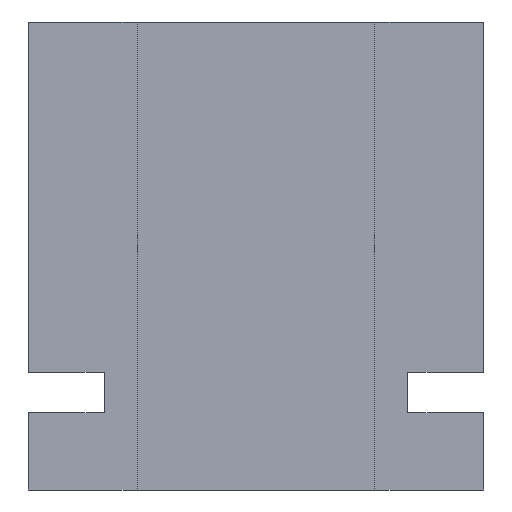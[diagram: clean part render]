
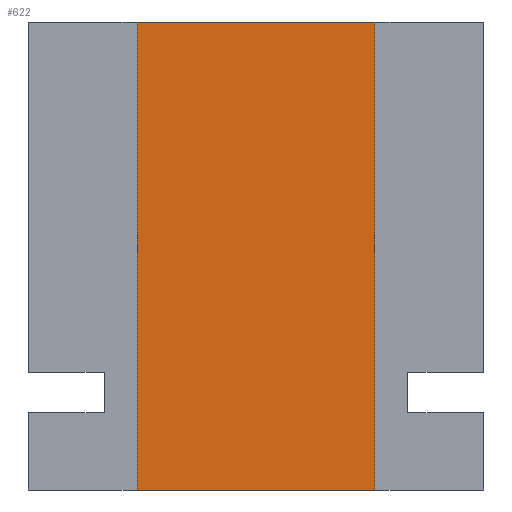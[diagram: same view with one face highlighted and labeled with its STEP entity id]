
A CAD part, front view. The second image highlights one B-rep face of the part: STEP entity #622.
In plain terms, the highlighted planar face has unit normal (0, -1, 0).
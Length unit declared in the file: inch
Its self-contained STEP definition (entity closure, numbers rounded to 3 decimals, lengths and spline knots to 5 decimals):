
#195 = VERTEX_POINT ( 'NONE', #701 ) ;
#214 = CARTESIAN_POINT ( 'NONE',  ( -0.094, 0.01592, 0.37 ) ) ;
#219 = VERTEX_POINT ( 'NONE', #214 ) ;
#228 = ORIENTED_EDGE ( 'NONE', *, *, #887, .F. ) ;
#229 = ORIENTED_EDGE ( 'NONE', *, *, #896, .F. ) ;
#230 = ORIENTED_EDGE ( 'NONE', *, *, #909, .T. ) ;
#231 = ORIENTED_EDGE ( 'NONE', *, *, #930, .T. ) ;
#255 = EDGE_LOOP ( 'NONE', ( #228, #229, #230, #231 ) ) ;
#284 = CARTESIAN_POINT ( 'NONE',  ( -0.094, 0.01592, 0.37 ) ) ;
#289 = DIRECTION ( 'NONE',  ( 1., 0., 0. ) ) ;
#291 = CARTESIAN_POINT ( 'NONE',  ( -0.094, 0.01592, 0. ) ) ;
#301 = CARTESIAN_POINT ( 'NONE',  ( -0.094, 0.01592, 0. ) ) ;
#303 = DIRECTION ( 'NONE',  ( 0., 0., 1. ) ) ;
#351 = PLANE ( 'NONE',  #1248 ) ;
#352 = CARTESIAN_POINT ( 'NONE',  ( -0.094, 0.01592, 0. ) ) ;
#353 = DIRECTION ( 'NONE',  ( 0., -1., 0. ) ) ;
#354 = DIRECTION ( 'NONE',  ( 0., 0., -1. ) ) ;
#388 = LINE ( 'NONE', #838, #391 ) ;
#391 = VECTOR ( 'NONE', #839, 39.37008 ) ;
#559 = VERTEX_POINT ( 'NONE', #870 ) ;
#560 = VERTEX_POINT ( 'NONE', #877 ) ;
#622 = ADVANCED_FACE ( 'NONE', ( #1038 ), #351, .T. ) ;
#671 = LINE ( 'NONE', #284, #676 ) ;
#676 = VECTOR ( 'NONE', #289, 39.37008 ) ;
#683 = LINE ( 'NONE', #291, #690 ) ;
#690 = VECTOR ( 'NONE', #303, 39.37008 ) ;
#695 = LINE ( 'NONE', #301, #699 ) ;
#699 = VECTOR ( 'NONE', #821, 39.37008 ) ;
#701 = CARTESIAN_POINT ( 'NONE',  ( 0.094, 0.01592, 0.37 ) ) ;
#821 = DIRECTION ( 'NONE',  ( 1., 0., 0. ) ) ;
#838 = CARTESIAN_POINT ( 'NONE',  ( 0.094, 0.01592, 0. ) ) ;
#839 = DIRECTION ( 'NONE',  ( 0., 0., 1. ) ) ;
#870 = CARTESIAN_POINT ( 'NONE',  ( -0.094, 0.01592, 0. ) ) ;
#877 = CARTESIAN_POINT ( 'NONE',  ( 0.094, 0.01592, 0. ) ) ;
#887 = EDGE_CURVE ( 'NONE', #219, #195, #671, .T. ) ;
#896 = EDGE_CURVE ( 'NONE', #559, #219, #683, .T. ) ;
#909 = EDGE_CURVE ( 'NONE', #559, #560, #695, .T. ) ;
#930 = EDGE_CURVE ( 'NONE', #560, #195, #388, .T. ) ;
#1038 = FACE_OUTER_BOUND ( 'NONE', #255, .T. ) ;
#1248 = AXIS2_PLACEMENT_3D ( 'NONE', #352, #353, #354 ) ;
